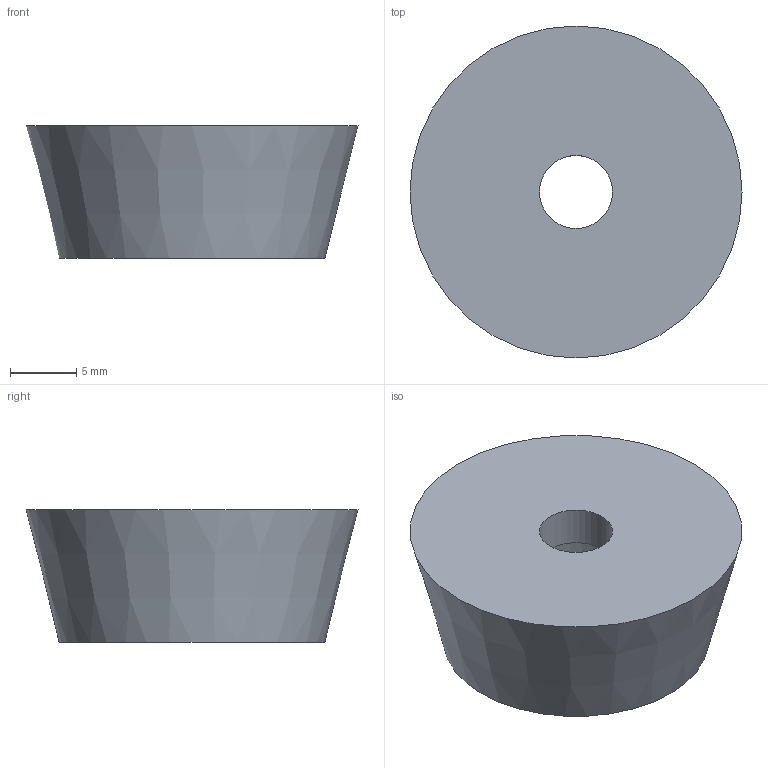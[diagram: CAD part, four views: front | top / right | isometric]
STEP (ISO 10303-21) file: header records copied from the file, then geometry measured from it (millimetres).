
FILE_DESCRIPTION(/* description */ (''),/* implementation_level */ '2;1');
FILE_NAME(/* name */ '3D Printed Foot 5mm.step',/* time_stamp */ '2018-09-09T17:53:32-04:00',/* author */ ('Xaveagle'),/* organization */ (''),/* preprocessor_version */ 'ST-DEVELOPER v17.2',/* originating_system */ 'Autodesk Translation Framework v7.6.0.251',/* authorisation */ '');
FILE_SCHEMA (('AUTOMOTIVE_DESIGN { 1 0 10303 214 3 1 1 }'));
Length unit declared in the file: millimetre
Products named in the file (1): 3D Printed Foot
Bounding box: 25 x 25 x 10 mm (x, y, z)
Volume: 3371.4 mm3; surface area: 1757.9 mm2
Topology: 1 solids, 1 shells, 6 faces, 15 edges, 12 vertices
Faces by surface type: plane 3, cylinder 2, cone 1
Full cylindrical faces by diameter (mm): 5.5 x1, 10 x1
Entity records: 236 total; most frequent: DIRECTION 41, CARTESIAN_POINT 34, ORIENTED_EDGE 30, AXIS2_PLACEMENT_3D 19, EDGE_CURVE 15, CIRCLE 12, VERTEX_POINT 12, EDGE_LOOP 9
